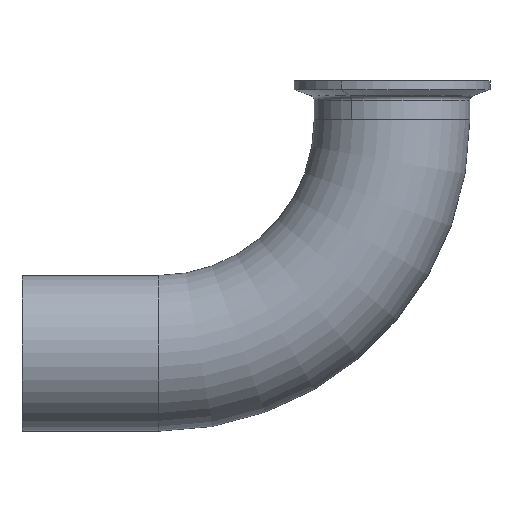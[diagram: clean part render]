
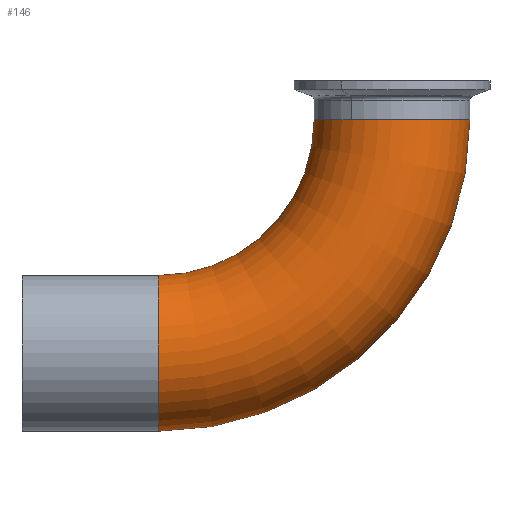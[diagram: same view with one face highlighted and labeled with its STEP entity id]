
A CAD part, front view. The second image highlights one B-rep face of the part: STEP entity #146.
In plain terms, the highlighted toroidal (fillet/blend) face has major radius 76.2 mm and minor radius 25.4 mm.
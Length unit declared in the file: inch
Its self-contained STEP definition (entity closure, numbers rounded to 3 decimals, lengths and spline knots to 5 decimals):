
#41 = VERTEX_POINT ( 'NONE', #107 ) ;
#55 = ORIENTED_EDGE ( 'NONE', *, *, #243, .T. ) ;
#64 = CARTESIAN_POINT ( 'NONE',  ( 0., 0., -3. ) ) ;
#84 = AXIS2_PLACEMENT_3D ( 'NONE', #265, #682, #868 ) ;
#107 = CARTESIAN_POINT ( 'NONE',  ( 0., 0., -4. ) ) ;
#133 = CARTESIAN_POINT ( 'NONE',  ( 0., 0., 0. ) ) ;
#134 = AXIS2_PLACEMENT_3D ( 'NONE', #335, #957, #679 ) ;
#146 = ADVANCED_FACE ( 'NONE', ( #198 ), #253, .T. ) ;
#198 = FACE_OUTER_BOUND ( 'NONE', #792, .T. ) ;
#243 = EDGE_CURVE ( 'NONE', #793, #483, #833, .T. ) ;
#249 = DIRECTION ( 'NONE',  ( 0., 0., 1. ) ) ;
#253 = TOROIDAL_SURFACE ( 'NONE', #736, 3., 1. ) ;
#265 = CARTESIAN_POINT ( 'NONE',  ( 0., 0., 0. ) ) ;
#297 = DIRECTION ( 'NONE',  ( 0., -1., 0. ) ) ;
#335 = CARTESIAN_POINT ( 'NONE',  ( 3., 0., 0. ) ) ;
#364 = CARTESIAN_POINT ( 'NONE',  ( 0., 0., 0. ) ) ;
#380 = ORIENTED_EDGE ( 'NONE', *, *, #1047, .T. ) ;
#449 = CARTESIAN_POINT ( 'NONE',  ( 0., 0., -2. ) ) ;
#483 = VERTEX_POINT ( 'NONE', #899 ) ;
#582 = CIRCLE ( 'NONE', #1074, 2. ) ;
#583 = ORIENTED_EDGE ( 'NONE', *, *, #821, .F. ) ;
#634 = CIRCLE ( 'NONE', #84, 4. ) ;
#672 = DIRECTION ( 'NONE',  ( -1., 0., 0. ) ) ;
#674 = EDGE_CURVE ( 'NONE', #41, #1038, #978, .T. ) ;
#679 = DIRECTION ( 'NONE',  ( -1., 0., 0. ) ) ;
#682 = DIRECTION ( 'NONE',  ( 0., -1., 0. ) ) ;
#706 = DIRECTION ( 'NONE',  ( 0., -1., 0. ) ) ;
#736 = AXIS2_PLACEMENT_3D ( 'NONE', #133, #297, #1092 ) ;
#792 = EDGE_LOOP ( 'NONE', ( #959, #380, #55, #583 ) ) ;
#793 = VERTEX_POINT ( 'NONE', #953 ) ;
#821 = EDGE_CURVE ( 'NONE', #1038, #483, #582, .T. ) ;
#833 = CIRCLE ( 'NONE', #134, 1. ) ;
#868 = DIRECTION ( 'NONE',  ( 0., 0., -1. ) ) ;
#899 = CARTESIAN_POINT ( 'NONE',  ( 2., 0., 0. ) ) ;
#953 = CARTESIAN_POINT ( 'NONE',  ( 4., 0., 0. ) ) ;
#957 = DIRECTION ( 'NONE',  ( 0., 0., -1. ) ) ;
#959 = ORIENTED_EDGE ( 'NONE', *, *, #674, .F. ) ;
#973 = DIRECTION ( 'NONE',  ( 0., 0., -1. ) ) ;
#978 = CIRCLE ( 'NONE', #1018, 1. ) ;
#1018 = AXIS2_PLACEMENT_3D ( 'NONE', #64, #672, #249 ) ;
#1038 = VERTEX_POINT ( 'NONE', #449 ) ;
#1047 = EDGE_CURVE ( 'NONE', #41, #793, #634, .T. ) ;
#1074 = AXIS2_PLACEMENT_3D ( 'NONE', #364, #706, #973 ) ;
#1092 = DIRECTION ( 'NONE',  ( 0., 0., -1. ) ) ;
